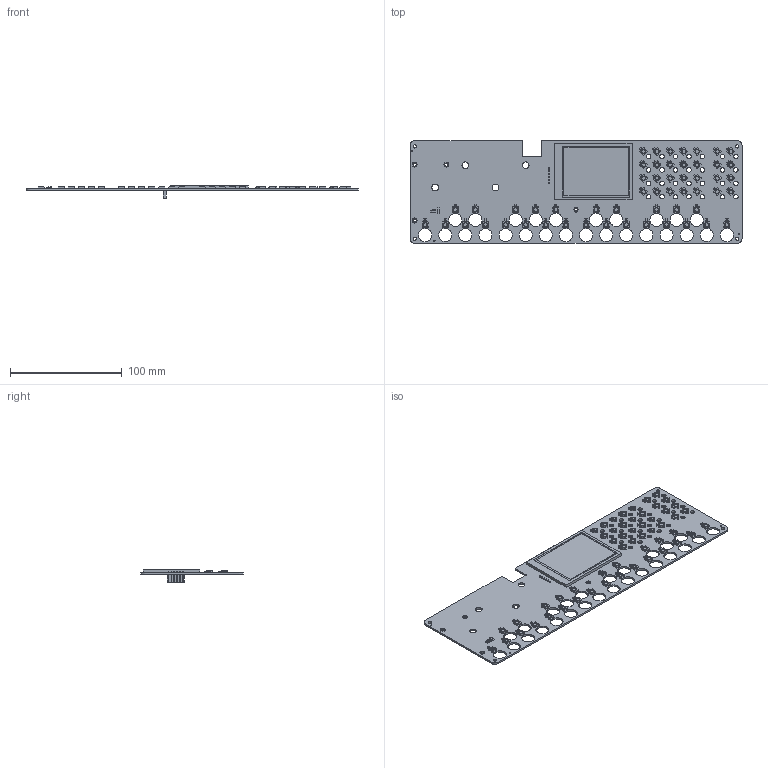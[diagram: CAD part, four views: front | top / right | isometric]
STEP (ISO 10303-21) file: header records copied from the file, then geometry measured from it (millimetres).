
FILE_DESCRIPTION(('KiCad electronic assembly'),'2;1');
FILE_NAME('auxboard.step','2020-04-27T14:17:02',('An Author'),( 'A Company'),'Open CASCADE STEP processor 7.4', 'KiCad to STEP converter','Unknown');
FILE_SCHEMA(('AUTOMOTIVE_DESIGN { 1 0 10303 214 1 1 1 1 }'));
Length unit declared in the file: millimetre
Products named in the file (14): Open CASCADE STEP translator 7.4 1; IPS_SCREEN; COMPOUND; PinSocket_1x06_P2.54mm_Vertical; SOLID; C_0805_2012Metric; LED_WS2812B_PLCC4_5.0x5.0mm_P3.2mm; SOT-23-5; R_0805_2012Metric
Assembly tree (123 placements, depth 3):
  Open CASCADE STEP translator 7.4 1
    IPS_SCREEN
      COMPOUND
    PinSocket_1x06_P2.54mm_Vertical
      SOLID
    C_0805_2012Metric  x56
      SOLID
    LED_WS2812B_PLCC4_5.0x5.0mm_P3.2mm  x54
      SOLID
    SOT-23-5
      SOLID
    R_0805_2012Metric  x3
      SOLID
    COMPOUND
Bounding box: 297 x 92 x 11.3 mm (x, y, z)
Volume: 48422.6 mm3; surface area: 71824.3 mm2
Topology: 119 solids, 119 shells, 5785 faces, 16330 edges, 10752 vertices
Faces by surface type: plane 3677, cylinder 2025, cone 54, bspline 29
Full cylindrical faces by diameter (mm): 0.5 x32, 1 x7, 1.152 x3, 2.7 x4, 2.8 x5, 3.333 x54, 4 x28, 6 x4, 11.7 x26
Entity records: 43913 total; most frequent: CARTESIAN_POINT 7240, DIRECTION 6319, LINE 3928, VECTOR 3928, ORIENTED_EDGE 3162, PCURVE 3162, DEFINITIONAL_REPRESENTATION 3162, EDGE_CURVE 1581
